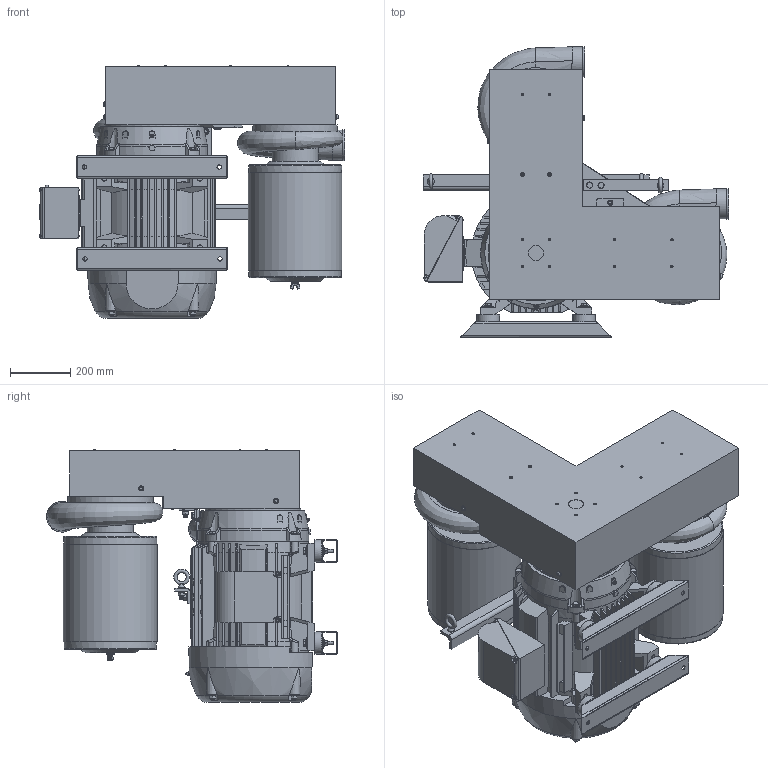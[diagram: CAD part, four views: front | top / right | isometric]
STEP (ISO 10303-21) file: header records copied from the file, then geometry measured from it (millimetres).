
FILE_DESCRIPTION(/* description */ (''),/* implementation_level */ '2;1');
FILE_NAME(/* name */ 'BAV40xB003_A.stp',/* time_stamp */ '2018-12-07T08:26:17-05:00',/* author */ ('James'),/* organization */ (''),/* preprocessor_version */ 'ST-DEVELOPER v16.5',/* originating_system */ 'Autodesk Inventor 2017',/* authorisation */ '');
FILE_SCHEMA (('AUTOMOTIVE_DESIGN { 1 0 10303 214 3 1 1 }'));
Products named in the file (1): BAV40HB003_A
Bounding box: 1014.18 x 964.47 x 839.16 mm (x, y, z)
Volume: 226147872.7 mm3; surface area: 5343893.5 mm2
Topology: 1 solids, 1 shells, 2136 faces, 5484 edges, 3512 vertices
Faces by surface type: plane 946, cone 492, cylinder 396, bspline 121, torus 91, sphere 90
Full cylindrical faces by diameter (mm): 7.6 x12, 10.369 x1, 10.445 x1, 12 x6, 12.7 x22, 13.208 x4, 14.3 x4, 16.662 x5, 16.764 x4, 17.286 x1, 17.309 x1, 17.31 x1, 17.316 x1, 17.326 x1, 21 x1, 22.077 x2, 22.081 x3, 22.082 x1, 22.084 x3, 22.087 x1, 22.095 x1, 22.098 x1, 22.101 x1, 22.106 x1, 22.129 x1, 22.152 x1, 25.4 x4, 34.925 x8, 50.8 x1, 75 x4
Entity records: 100700 total; most frequent: CARTESIAN_POINT 52337, ORIENTED_EDGE 10364, DIRECTION 9734, EDGE_CURVE 5182, AXIS2_PLACEMENT_3D 3928, VERTEX_POINT 3407, EDGE_LOOP 2547, ADVANCED_FACE 2132
